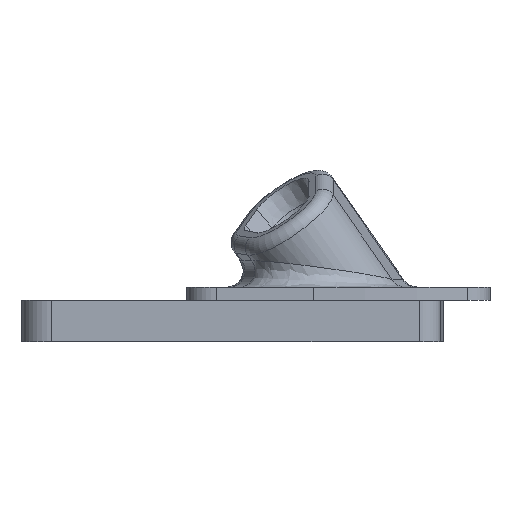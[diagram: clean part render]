
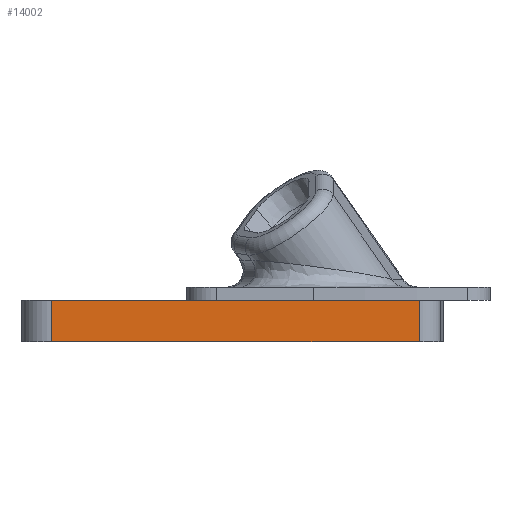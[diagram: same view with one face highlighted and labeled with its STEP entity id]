
A CAD part, left-side view. The second image highlights one B-rep face of the part: STEP entity #14002.
In plain terms, the highlighted planar face has unit normal (-1, 0, 0).
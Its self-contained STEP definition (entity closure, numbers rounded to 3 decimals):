
#6270 = PLANE('',#6271);
#6271 = AXIS2_PLACEMENT_3D('',#6272,#6273,#6274);
#6272 = CARTESIAN_POINT('',(0.,0.,-1.6));
#6273 = DIRECTION('',(0.,0.,1.));
#6274 = DIRECTION('',(1.,0.,0.));
#6733 = VERTEX_POINT('',#6734);
#6734 = CARTESIAN_POINT('',(-72.8,18.4,-1.6));
#6748 = PLANE('',#6749);
#6749 = AXIS2_PLACEMENT_3D('',#6750,#6751,#6752);
#6750 = CARTESIAN_POINT('',(0.,12.8,-1.6));
#6751 = DIRECTION('',(0.,0.,-1.));
#6752 = DIRECTION('',(-1.,0.,0.));
#11363 = EDGE_CURVE('',#6733,#11364,#11366,.T.);
#11364 = VERTEX_POINT('',#11365);
#11365 = CARTESIAN_POINT('',(-72.8,-9.8,-1.6));
#11366 = SURFACE_CURVE('',#11367,(#11371,#11378),.PCURVE_S1.);
#11367 = LINE('',#11368,#11369);
#11368 = CARTESIAN_POINT('',(-72.8,-4.9,-1.6));
#11369 = VECTOR('',#11370,1.);
#11370 = DIRECTION('',(0.,-1.,0.));
#11371 = PCURVE('',#6270,#11372);
#11372 = DEFINITIONAL_REPRESENTATION('',(#11373),#11377);
#11373 = LINE('',#11374,#11375);
#11374 = CARTESIAN_POINT('',(-72.8,-4.9));
#11375 = VECTOR('',#11376,1.);
#11376 = DIRECTION('',(0.,-1.));
#11377 = ( GEOMETRIC_REPRESENTATION_CONTEXT(2) 
PARAMETRIC_REPRESENTATION_CONTEXT() REPRESENTATION_CONTEXT('2D SPACE',''
  ) );
#11378 = PCURVE('',#11379,#11384);
#11379 = PLANE('',#11380);
#11380 = AXIS2_PLACEMENT_3D('',#11381,#11382,#11383);
#11381 = CARTESIAN_POINT('',(-72.8,-9.8,-1.6));
#11382 = DIRECTION('',(-1.,0.,0.));
#11383 = DIRECTION('',(0.,1.,0.));
#11384 = DEFINITIONAL_REPRESENTATION('',(#11385),#11389);
#11385 = LINE('',#11386,#11387);
#11386 = CARTESIAN_POINT('',(4.9,0.));
#11387 = VECTOR('',#11388,1.);
#11388 = DIRECTION('',(-1.,0.));
#11389 = ( GEOMETRIC_REPRESENTATION_CONTEXT(2) 
PARAMETRIC_REPRESENTATION_CONTEXT() REPRESENTATION_CONTEXT('2D SPACE',''
  ) );
#11408 = CYLINDRICAL_SURFACE('',#11409,2.6);
#11409 = AXIS2_PLACEMENT_3D('',#11410,#11411,#11412);
#11410 = CARTESIAN_POINT('',(-70.2,-9.8,-1.6));
#11411 = DIRECTION('',(0.,0.,-1.));
#11412 = DIRECTION('',(0.,-1.,0.));
#11934 = VERTEX_POINT('',#11935);
#11935 = CARTESIAN_POINT('',(-72.8,34.8,-1.6));
#11950 = CYLINDRICAL_SURFACE('',#11951,3.6);
#11951 = AXIS2_PLACEMENT_3D('',#11952,#11953,#11954);
#11952 = CARTESIAN_POINT('',(-69.2,34.8,-1.6));
#11953 = DIRECTION('',(0.,0.,-1.));
#11954 = DIRECTION('',(-1.,0.,0.));
#11962 = EDGE_CURVE('',#6733,#11934,#11963,.T.);
#11963 = SURFACE_CURVE('',#11964,(#11968,#11975),.PCURVE_S1.);
#11964 = LINE('',#11965,#11966);
#11965 = CARTESIAN_POINT('',(-72.8,-9.8,-1.6));
#11966 = VECTOR('',#11967,1.);
#11967 = DIRECTION('',(0.,1.,0.));
#11968 = PCURVE('',#6748,#11969);
#11969 = DEFINITIONAL_REPRESENTATION('',(#11970),#11974);
#11970 = LINE('',#11971,#11972);
#11971 = CARTESIAN_POINT('',(72.8,-22.6));
#11972 = VECTOR('',#11973,1.);
#11973 = DIRECTION('',(0.,1.));
#11974 = ( GEOMETRIC_REPRESENTATION_CONTEXT(2) 
PARAMETRIC_REPRESENTATION_CONTEXT() REPRESENTATION_CONTEXT('2D SPACE',''
  ) );
#11975 = PCURVE('',#11379,#11976);
#11976 = DEFINITIONAL_REPRESENTATION('',(#11977),#11981);
#11977 = LINE('',#11978,#11979);
#11978 = CARTESIAN_POINT('',(0.,0.));
#11979 = VECTOR('',#11980,1.);
#11980 = DIRECTION('',(1.,0.));
#11981 = ( GEOMETRIC_REPRESENTATION_CONTEXT(2) 
PARAMETRIC_REPRESENTATION_CONTEXT() REPRESENTATION_CONTEXT('2D SPACE',''
  ) );
#14002 = ADVANCED_FACE('',(#14003),#11379,.T.);
#14003 = FACE_BOUND('',#14004,.T.);
#14004 = EDGE_LOOP('',(#14005,#14006,#14007,#14030,#14058));
#14005 = ORIENTED_EDGE('',*,*,#11363,.F.);
#14006 = ORIENTED_EDGE('',*,*,#11962,.T.);
#14007 = ORIENTED_EDGE('',*,*,#14008,.T.);
#14008 = EDGE_CURVE('',#11934,#14009,#14011,.T.);
#14009 = VERTEX_POINT('',#14010);
#14010 = CARTESIAN_POINT('',(-72.8,34.8,-6.6));
#14011 = SURFACE_CURVE('',#14012,(#14016,#14023),.PCURVE_S1.);
#14012 = LINE('',#14013,#14014);
#14013 = CARTESIAN_POINT('',(-72.8,34.8,-1.6));
#14014 = VECTOR('',#14015,1.);
#14015 = DIRECTION('',(0.,0.,-1.));
#14016 = PCURVE('',#11379,#14017);
#14017 = DEFINITIONAL_REPRESENTATION('',(#14018),#14022);
#14018 = LINE('',#14019,#14020);
#14019 = CARTESIAN_POINT('',(44.6,0.));
#14020 = VECTOR('',#14021,1.);
#14021 = DIRECTION('',(0.,1.));
#14022 = ( GEOMETRIC_REPRESENTATION_CONTEXT(2) 
PARAMETRIC_REPRESENTATION_CONTEXT() REPRESENTATION_CONTEXT('2D SPACE',''
  ) );
#14023 = PCURVE('',#11950,#14024);
#14024 = DEFINITIONAL_REPRESENTATION('',(#14025),#14029);
#14025 = LINE('',#14026,#14027);
#14026 = CARTESIAN_POINT('',(0.,0.));
#14027 = VECTOR('',#14028,1.);
#14028 = DIRECTION('',(0.,1.));
#14029 = ( GEOMETRIC_REPRESENTATION_CONTEXT(2) 
PARAMETRIC_REPRESENTATION_CONTEXT() REPRESENTATION_CONTEXT('2D SPACE',''
  ) );
#14030 = ORIENTED_EDGE('',*,*,#14031,.F.);
#14031 = EDGE_CURVE('',#14032,#14009,#14034,.T.);
#14032 = VERTEX_POINT('',#14033);
#14033 = CARTESIAN_POINT('',(-72.8,-9.8,-6.6));
#14034 = SURFACE_CURVE('',#14035,(#14039,#14046),.PCURVE_S1.);
#14035 = LINE('',#14036,#14037);
#14036 = CARTESIAN_POINT('',(-72.8,-9.8,-6.6));
#14037 = VECTOR('',#14038,1.);
#14038 = DIRECTION('',(0.,1.,0.));
#14039 = PCURVE('',#11379,#14040);
#14040 = DEFINITIONAL_REPRESENTATION('',(#14041),#14045);
#14041 = LINE('',#14042,#14043);
#14042 = CARTESIAN_POINT('',(0.,5.));
#14043 = VECTOR('',#14044,1.);
#14044 = DIRECTION('',(1.,0.));
#14045 = ( GEOMETRIC_REPRESENTATION_CONTEXT(2) 
PARAMETRIC_REPRESENTATION_CONTEXT() REPRESENTATION_CONTEXT('2D SPACE',''
  ) );
#14046 = PCURVE('',#14047,#14052);
#14047 = PLANE('',#14048);
#14048 = AXIS2_PLACEMENT_3D('',#14049,#14050,#14051);
#14049 = CARTESIAN_POINT('',(0.,12.8,-6.6));
#14050 = DIRECTION('',(0.,0.,-1.));
#14051 = DIRECTION('',(-1.,0.,0.));
#14052 = DEFINITIONAL_REPRESENTATION('',(#14053),#14057);
#14053 = LINE('',#14054,#14055);
#14054 = CARTESIAN_POINT('',(72.8,-22.6));
#14055 = VECTOR('',#14056,1.);
#14056 = DIRECTION('',(0.,1.));
#14057 = ( GEOMETRIC_REPRESENTATION_CONTEXT(2) 
PARAMETRIC_REPRESENTATION_CONTEXT() REPRESENTATION_CONTEXT('2D SPACE',''
  ) );
#14058 = ORIENTED_EDGE('',*,*,#14059,.F.);
#14059 = EDGE_CURVE('',#11364,#14032,#14060,.T.);
#14060 = SURFACE_CURVE('',#14061,(#14065,#14072),.PCURVE_S1.);
#14061 = LINE('',#14062,#14063);
#14062 = CARTESIAN_POINT('',(-72.8,-9.8,-1.6));
#14063 = VECTOR('',#14064,1.);
#14064 = DIRECTION('',(0.,0.,-1.));
#14065 = PCURVE('',#11379,#14066);
#14066 = DEFINITIONAL_REPRESENTATION('',(#14067),#14071);
#14067 = LINE('',#14068,#14069);
#14068 = CARTESIAN_POINT('',(0.,0.));
#14069 = VECTOR('',#14070,1.);
#14070 = DIRECTION('',(0.,1.));
#14071 = ( GEOMETRIC_REPRESENTATION_CONTEXT(2) 
PARAMETRIC_REPRESENTATION_CONTEXT() REPRESENTATION_CONTEXT('2D SPACE',''
  ) );
#14072 = PCURVE('',#11408,#14073);
#14073 = DEFINITIONAL_REPRESENTATION('',(#14074),#14078);
#14074 = LINE('',#14075,#14076);
#14075 = CARTESIAN_POINT('',(1.571,0.));
#14076 = VECTOR('',#14077,1.);
#14077 = DIRECTION('',(0.,1.));
#14078 = ( GEOMETRIC_REPRESENTATION_CONTEXT(2) 
PARAMETRIC_REPRESENTATION_CONTEXT() REPRESENTATION_CONTEXT('2D SPACE',''
  ) );
